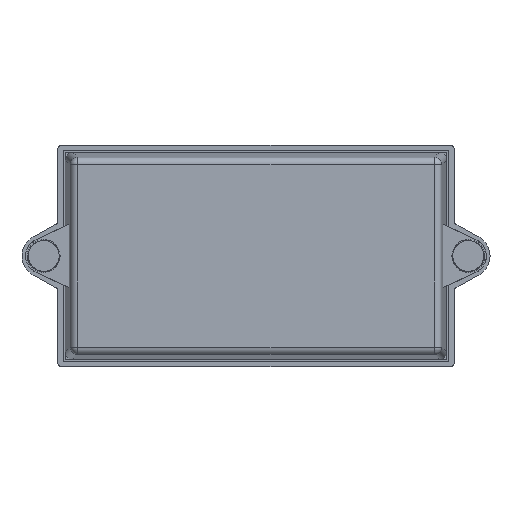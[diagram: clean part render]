
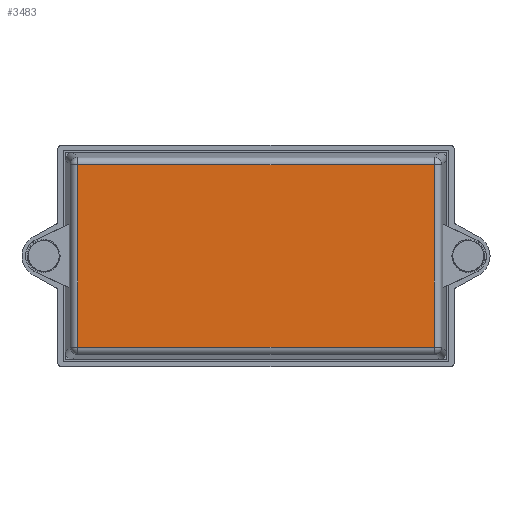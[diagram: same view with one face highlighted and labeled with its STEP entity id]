
A CAD part, top view. The second image highlights one B-rep face of the part: STEP entity #3483.
In plain terms, the highlighted planar face has unit normal (0, 0, 1).
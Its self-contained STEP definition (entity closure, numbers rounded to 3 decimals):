
#111 = DIRECTION ( 'NONE',  ( 0., 0., 1. ) ) ;
#115 = CARTESIAN_POINT ( 'NONE',  ( -49.18, -27.013, 17. ) ) ;
#444 = LINE ( 'NONE', #550, #9035 ) ;
#550 = CARTESIAN_POINT ( 'NONE',  ( 51.013, -25.18, 17. ) ) ;
#593 = EDGE_CURVE ( 'NONE', #5560, #8564, #444, .T. ) ;
#619 = EDGE_CURVE ( 'NONE', #3545, #3633, #3750, .T. ) ;
#1421 = DIRECTION ( 'NONE',  ( -1., 0., 0. ) ) ;
#1771 = DIRECTION ( 'NONE',  ( 1., 0., 0. ) ) ;
#2096 = DIRECTION ( 'NONE',  ( 1., 0., 0. ) ) ;
#2348 = DIRECTION ( 'NONE',  ( 0., 1., 0. ) ) ;
#2496 = VECTOR ( 'NONE', #2348, 1000. ) ;
#2803 = EDGE_CURVE ( 'NONE', #8564, #3545, #9397, .T. ) ;
#2931 = CARTESIAN_POINT ( 'NONE',  ( -51.013, 25.18, 17. ) ) ;
#2980 = VECTOR ( 'NONE', #3280, 1000. ) ;
#3280 = DIRECTION ( 'NONE',  ( 0., -1., 0. ) ) ;
#3483 = ADVANCED_FACE ( 'NONE', ( #7957 ), #7176, .T. ) ;
#3492 = CARTESIAN_POINT ( 'NONE',  ( 49.18, -25.18, 17. ) ) ;
#3545 = VERTEX_POINT ( 'NONE', #5518 ) ;
#3633 = VERTEX_POINT ( 'NONE', #5825 ) ;
#3750 = LINE ( 'NONE', #2931, #9194 ) ;
#4479 = CARTESIAN_POINT ( 'NONE',  ( -49.18, -25.18, 17. ) ) ;
#5518 = CARTESIAN_POINT ( 'NONE',  ( 49.18, 25.18, 17. ) ) ;
#5560 = VERTEX_POINT ( 'NONE', #4479 ) ;
#5571 = ORIENTED_EDGE ( 'NONE', *, *, #593, .T. ) ;
#5825 = CARTESIAN_POINT ( 'NONE',  ( -49.18, 25.18, 17. ) ) ;
#6182 = CARTESIAN_POINT ( 'NONE',  ( 49.18, 27.013, 17. ) ) ;
#6604 = EDGE_CURVE ( 'NONE', #3633, #5560, #7960, .T. ) ;
#6759 = EDGE_LOOP ( 'NONE', ( #8554, #7978, #9233, #5571 ) ) ;
#7176 = PLANE ( 'NONE',  #8030 ) ;
#7957 = FACE_OUTER_BOUND ( 'NONE', #6759, .T. ) ;
#7960 = LINE ( 'NONE', #115, #2980 ) ;
#7978 = ORIENTED_EDGE ( 'NONE', *, *, #619, .T. ) ;
#8007 = CARTESIAN_POINT ( 'NONE',  ( 0., 0., 17. ) ) ;
#8030 = AXIS2_PLACEMENT_3D ( 'NONE', #8007, #111, #1771 ) ;
#8554 = ORIENTED_EDGE ( 'NONE', *, *, #2803, .T. ) ;
#8564 = VERTEX_POINT ( 'NONE', #3492 ) ;
#9035 = VECTOR ( 'NONE', #2096, 1000. ) ;
#9194 = VECTOR ( 'NONE', #1421, 1000. ) ;
#9233 = ORIENTED_EDGE ( 'NONE', *, *, #6604, .T. ) ;
#9397 = LINE ( 'NONE', #6182, #2496 ) ;
